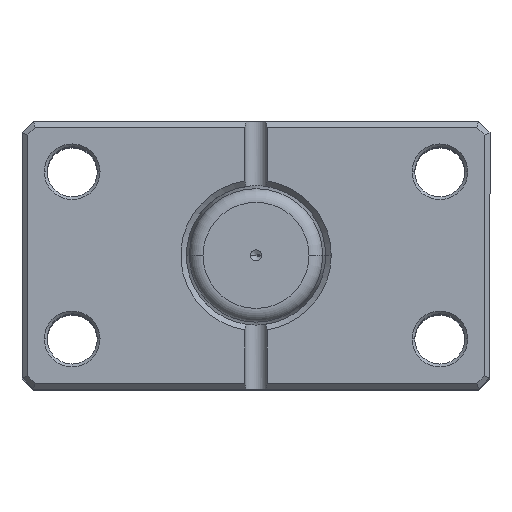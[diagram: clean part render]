
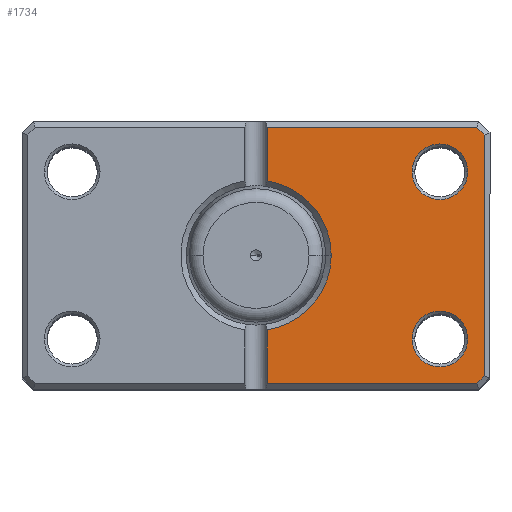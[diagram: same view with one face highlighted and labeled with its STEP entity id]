
A CAD part, top view. The second image highlights one B-rep face of the part: STEP entity #1734.
In plain terms, the highlighted face is planar.
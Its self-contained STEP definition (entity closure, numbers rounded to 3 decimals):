
#61 = VERTEX_POINT ( 'NONE', #3692 ) ;
#117 = EDGE_CURVE ( 'NONE', #2348, #528, #440, .T. ) ;
#139 = CIRCLE ( 'NONE', #3518, 13.5 ) ;
#146 = DIRECTION ( 'NONE',  ( 1., 0., 0. ) ) ;
#185 = LINE ( 'NONE', #3295, #1209 ) ;
#188 = CARTESIAN_POINT ( 'NONE',  ( -2., -13.351, 0. ) ) ;
#248 = ORIENTED_EDGE ( 'NONE', *, *, #117, .T. ) ;
#251 = CIRCLE ( 'NONE', #3649, 5. ) ;
#253 = CARTESIAN_POINT ( 'NONE',  ( -2., -23., 0. ) ) ;
#349 = DIRECTION ( 'NONE',  ( 1., 0., 0. ) ) ;
#361 = VERTEX_POINT ( 'NONE', #1311 ) ;
#378 = LINE ( 'NONE', #1182, #4017 ) ;
#440 = LINE ( 'NONE', #5123, #2550 ) ;
#528 = VERTEX_POINT ( 'NONE', #253 ) ;
#604 = ORIENTED_EDGE ( 'NONE', *, *, #2685, .T. ) ;
#609 = VERTEX_POINT ( 'NONE', #3757 ) ;
#663 = EDGE_CURVE ( 'NONE', #3753, #4914, #5917, .T. ) ;
#742 = ORIENTED_EDGE ( 'NONE', *, *, #3427, .T. ) ;
#781 = CARTESIAN_POINT ( 'NONE',  ( -33., -15., 0. ) ) ;
#827 = EDGE_LOOP ( 'NONE', ( #5305, #3790 ) ) ;
#846 = VECTOR ( 'NONE', #2080, 1000. ) ;
#962 = CIRCLE ( 'NONE', #4143, 5. ) ;
#1182 = CARTESIAN_POINT ( 'NONE',  ( -41., 0., 0. ) ) ;
#1193 = CARTESIAN_POINT ( 'NONE',  ( -33., 15., 0. ) ) ;
#1209 = VECTOR ( 'NONE', #3270, 1000. ) ;
#1220 = DIRECTION ( 'NONE',  ( 1., 0., 0. ) ) ;
#1273 = CARTESIAN_POINT ( 'NONE',  ( -38., -15., 0. ) ) ;
#1311 = CARTESIAN_POINT ( 'NONE',  ( -39.586, 23., 0. ) ) ;
#1439 = VECTOR ( 'NONE', #1743, 1000. ) ;
#1452 = CARTESIAN_POINT ( 'NONE',  ( 0., 23., 0. ) ) ;
#1497 = VERTEX_POINT ( 'NONE', #1847 ) ;
#1499 = EDGE_LOOP ( 'NONE', ( #3128, #4342, #2797, #248, #3196, #604, #742, #4255, #3029 ) ) ;
#1610 = DIRECTION ( 'NONE',  ( 0., 0., 1. ) ) ;
#1632 = DIRECTION ( 'NONE',  ( 0., 1., 0. ) ) ;
#1644 = DIRECTION ( 'NONE',  ( 1., 0., 0. ) ) ;
#1710 = EDGE_CURVE ( 'NONE', #361, #5399, #4732, .T. ) ;
#1734 = ADVANCED_FACE ( 'NONE', ( #3024, #1747, #5596 ), #1936, .F. ) ;
#1743 = DIRECTION ( 'NONE',  ( -1., 0., 0. ) ) ;
#1747 = FACE_BOUND ( 'NONE', #2725, .T. ) ;
#1847 = CARTESIAN_POINT ( 'NONE',  ( -41., -21.586, 0. ) ) ;
#1935 = CARTESIAN_POINT ( 'NONE',  ( -41., 21.586, 0. ) ) ;
#1936 = PLANE ( 'NONE',  #4102 ) ;
#2080 = DIRECTION ( 'NONE',  ( 1., 0., 0. ) ) ;
#2172 = VECTOR ( 'NONE', #4186, 1000. ) ;
#2184 = VERTEX_POINT ( 'NONE', #5052 ) ;
#2312 = EDGE_CURVE ( 'NONE', #2184, #609, #251, .T. ) ;
#2348 = VERTEX_POINT ( 'NONE', #188 ) ;
#2358 = VECTOR ( 'NONE', #3371, 1000. ) ;
#2534 = CIRCLE ( 'NONE', #3290, 5. ) ;
#2550 = VECTOR ( 'NONE', #3140, 1000. ) ;
#2590 = DIRECTION ( 'NONE',  ( 1., 0., 0. ) ) ;
#2660 = LINE ( 'NONE', #3709, #1439 ) ;
#2685 = EDGE_CURVE ( 'NONE', #61, #1497, #185, .T. ) ;
#2725 = EDGE_LOOP ( 'NONE', ( #6165, #3296 ) ) ;
#2726 = CARTESIAN_POINT ( 'NONE',  ( -13.5, 0., 0. ) ) ;
#2797 = ORIENTED_EDGE ( 'NONE', *, *, #5429, .T. ) ;
#2838 = CARTESIAN_POINT ( 'NONE',  ( -2., 24., 0. ) ) ;
#2862 = DIRECTION ( 'NONE',  ( 0., 0., 1. ) ) ;
#3017 = CIRCLE ( 'NONE', #3333, 5. ) ;
#3022 = CARTESIAN_POINT ( 'NONE',  ( -33., 15., 0. ) ) ;
#3024 = FACE_BOUND ( 'NONE', #827, .T. ) ;
#3029 = ORIENTED_EDGE ( 'NONE', *, *, #1710, .T. ) ;
#3100 = DIRECTION ( 'NONE',  ( 0., 0., 1. ) ) ;
#3128 = ORIENTED_EDGE ( 'NONE', *, *, #5418, .T. ) ;
#3140 = DIRECTION ( 'NONE',  ( 0., -1., 0. ) ) ;
#3174 = DIRECTION ( 'NONE',  ( 0., 0., 1. ) ) ;
#3194 = CARTESIAN_POINT ( 'NONE',  ( 0., 0., 0. ) ) ;
#3196 = ORIENTED_EDGE ( 'NONE', *, *, #5076, .T. ) ;
#3270 = DIRECTION ( 'NONE',  ( -0.707, 0.707, 0. ) ) ;
#3290 = AXIS2_PLACEMENT_3D ( 'NONE', #6166, #3100, #349 ) ;
#3295 = CARTESIAN_POINT ( 'NONE',  ( -31.293, -31.293, 0. ) ) ;
#3296 = ORIENTED_EDGE ( 'NONE', *, *, #2312, .T. ) ;
#3333 = AXIS2_PLACEMENT_3D ( 'NONE', #1193, #4627, #1644 ) ;
#3371 = DIRECTION ( 'NONE',  ( 0., -1., 0. ) ) ;
#3422 = CARTESIAN_POINT ( 'NONE',  ( 0., 0., 0. ) ) ;
#3427 = EDGE_CURVE ( 'NONE', #1497, #3991, #378, .T. ) ;
#3518 = AXIS2_PLACEMENT_3D ( 'NONE', #5926, #2862, #146 ) ;
#3541 = LINE ( 'NONE', #4704, #2172 ) ;
#3569 = EDGE_CURVE ( 'NONE', #3991, #361, #3541, .T. ) ;
#3649 = AXIS2_PLACEMENT_3D ( 'NONE', #3022, #4520, #5575 ) ;
#3692 = CARTESIAN_POINT ( 'NONE',  ( -39.586, -23., 0. ) ) ;
#3709 = CARTESIAN_POINT ( 'NONE',  ( 0., -23., 0. ) ) ;
#3753 = VERTEX_POINT ( 'NONE', #3783 ) ;
#3757 = CARTESIAN_POINT ( 'NONE',  ( -38., 15., 0. ) ) ;
#3783 = CARTESIAN_POINT ( 'NONE',  ( -2., 13.351, 0. ) ) ;
#3790 = ORIENTED_EDGE ( 'NONE', *, *, #5017, .T. ) ;
#3896 = LINE ( 'NONE', #2838, #2358 ) ;
#3965 = VERTEX_POINT ( 'NONE', #5904 ) ;
#3991 = VERTEX_POINT ( 'NONE', #1935 ) ;
#4017 = VECTOR ( 'NONE', #1632, 1000. ) ;
#4102 = AXIS2_PLACEMENT_3D ( 'NONE', #3422, #1610, #4436 ) ;
#4139 = DIRECTION ( 'NONE',  ( 0., 0., 1. ) ) ;
#4143 = AXIS2_PLACEMENT_3D ( 'NONE', #781, #4139, #1220 ) ;
#4186 = DIRECTION ( 'NONE',  ( 0.707, 0.707, 0. ) ) ;
#4255 = ORIENTED_EDGE ( 'NONE', *, *, #3569, .T. ) ;
#4342 = ORIENTED_EDGE ( 'NONE', *, *, #663, .T. ) ;
#4358 = CARTESIAN_POINT ( 'NONE',  ( -2., 23., 0. ) ) ;
#4436 = DIRECTION ( 'NONE',  ( 1., 0., 0. ) ) ;
#4520 = DIRECTION ( 'NONE',  ( 0., 0., 1. ) ) ;
#4627 = DIRECTION ( 'NONE',  ( 0., 0., 1. ) ) ;
#4704 = CARTESIAN_POINT ( 'NONE',  ( -31.293, 31.293, 0. ) ) ;
#4732 = LINE ( 'NONE', #1452, #846 ) ;
#4757 = AXIS2_PLACEMENT_3D ( 'NONE', #3194, #3174, #2590 ) ;
#4914 = VERTEX_POINT ( 'NONE', #2726 ) ;
#5017 = EDGE_CURVE ( 'NONE', #3965, #5074, #962, .T. ) ;
#5052 = CARTESIAN_POINT ( 'NONE',  ( -28., 15., 0. ) ) ;
#5074 = VERTEX_POINT ( 'NONE', #1273 ) ;
#5076 = EDGE_CURVE ( 'NONE', #528, #61, #2660, .T. ) ;
#5123 = CARTESIAN_POINT ( 'NONE',  ( -2., 24., 0. ) ) ;
#5305 = ORIENTED_EDGE ( 'NONE', *, *, #5584, .T. ) ;
#5399 = VERTEX_POINT ( 'NONE', #4358 ) ;
#5418 = EDGE_CURVE ( 'NONE', #5399, #3753, #3896, .T. ) ;
#5429 = EDGE_CURVE ( 'NONE', #4914, #2348, #139, .T. ) ;
#5562 = EDGE_CURVE ( 'NONE', #609, #2184, #3017, .T. ) ;
#5575 = DIRECTION ( 'NONE',  ( 1., 0., 0. ) ) ;
#5584 = EDGE_CURVE ( 'NONE', #5074, #3965, #2534, .T. ) ;
#5596 = FACE_OUTER_BOUND ( 'NONE', #1499, .T. ) ;
#5904 = CARTESIAN_POINT ( 'NONE',  ( -28., -15., 0. ) ) ;
#5917 = CIRCLE ( 'NONE', #4757, 13.5 ) ;
#5926 = CARTESIAN_POINT ( 'NONE',  ( 0., 0., 0. ) ) ;
#6165 = ORIENTED_EDGE ( 'NONE', *, *, #5562, .T. ) ;
#6166 = CARTESIAN_POINT ( 'NONE',  ( -33., -15., 0. ) ) ;
